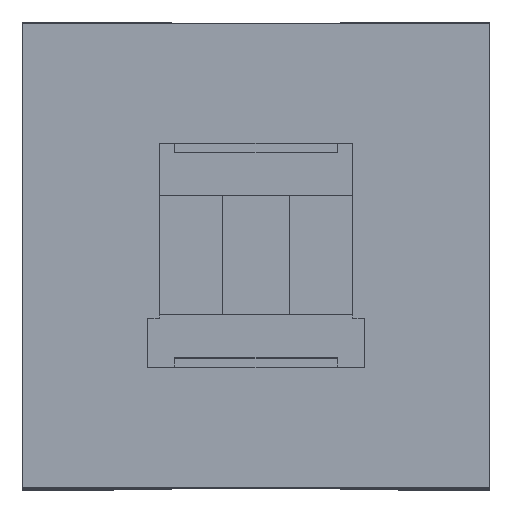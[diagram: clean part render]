
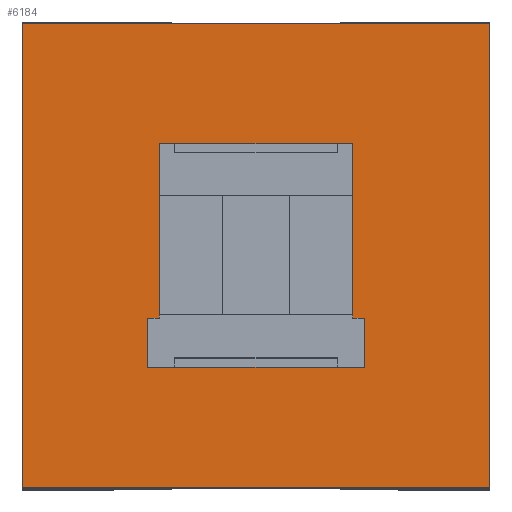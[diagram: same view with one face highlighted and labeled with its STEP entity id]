
A CAD part, top view. The second image highlights one B-rep face of the part: STEP entity #6184.
In plain terms, the highlighted planar face has unit normal (0, 0, 1).
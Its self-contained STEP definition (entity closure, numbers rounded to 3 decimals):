
#434=ORIENTED_EDGE('',*,*,#1707,.T.);
#435=ORIENTED_EDGE('',*,*,#1706,.T.);
#436=ORIENTED_EDGE('',*,*,#1708,.T.);
#437=ORIENTED_EDGE('',*,*,#1709,.T.);
#438=ORIENTED_EDGE('',*,*,#1701,.T.);
#439=ORIENTED_EDGE('',*,*,#1676,.T.);
#440=ORIENTED_EDGE('',*,*,#1710,.F.);
#441=ORIENTED_EDGE('',*,*,#1711,.F.);
#442=ORIENTED_EDGE('',*,*,#1638,.T.);
#443=ORIENTED_EDGE('',*,*,#1712,.T.);
#444=ORIENTED_EDGE('',*,*,#1713,.T.);
#445=ORIENTED_EDGE('',*,*,#1714,.T.);
#446=ORIENTED_EDGE('',*,*,#1715,.F.);
#447=ORIENTED_EDGE('',*,*,#1716,.F.);
#448=ORIENTED_EDGE('',*,*,#1717,.F.);
#449=ORIENTED_EDGE('',*,*,#1718,.F.);
#1638=EDGE_CURVE('',#2282,#2283,#2714,.T.);
#1676=EDGE_CURVE('',#2321,#2320,#2752,.T.);
#1701=EDGE_CURVE('',#2334,#2321,#2777,.T.);
#1706=EDGE_CURVE('',#2335,#2336,#2782,.T.);
#1707=EDGE_CURVE('',#2337,#2335,#2783,.T.);
#1708=EDGE_CURVE('',#2336,#2338,#2784,.T.);
#1709=EDGE_CURVE('',#2338,#2334,#2785,.T.);
#1710=EDGE_CURVE('',#2339,#2320,#2786,.T.);
#1711=EDGE_CURVE('',#2282,#2339,#2787,.T.);
#1712=EDGE_CURVE('',#2283,#2340,#2788,.T.);
#1713=EDGE_CURVE('',#2340,#2341,#2789,.T.);
#1714=EDGE_CURVE('',#2341,#2337,#2790,.T.);
#1715=EDGE_CURVE('',#2342,#2343,#2791,.T.);
#1716=EDGE_CURVE('',#2344,#2342,#2792,.T.);
#1717=EDGE_CURVE('',#2345,#2344,#2793,.T.);
#1718=EDGE_CURVE('',#2343,#2345,#2794,.T.);
#2282=VERTEX_POINT('',#7549);
#2283=VERTEX_POINT('',#7550);
#2320=VERTEX_POINT('',#7627);
#2321=VERTEX_POINT('',#7629);
#2334=VERTEX_POINT('',#7672);
#2335=VERTEX_POINT('',#7679);
#2336=VERTEX_POINT('',#7681);
#2337=VERTEX_POINT('',#7685);
#2338=VERTEX_POINT('',#7687);
#2339=VERTEX_POINT('',#7690);
#2340=VERTEX_POINT('',#7693);
#2341=VERTEX_POINT('',#7695);
#2342=VERTEX_POINT('',#7698);
#2343=VERTEX_POINT('',#7699);
#2344=VERTEX_POINT('',#7701);
#2345=VERTEX_POINT('',#7703);
#2714=LINE('',#7548,#3090);
#2752=LINE('',#7628,#3128);
#2777=LINE('',#7673,#3153);
#2782=LINE('',#7682,#3158);
#2783=LINE('',#7684,#3159);
#2784=LINE('',#7686,#3160);
#2785=LINE('',#7688,#3161);
#2786=LINE('',#7689,#3162);
#2787=LINE('',#7691,#3163);
#2788=LINE('',#7692,#3164);
#2789=LINE('',#7694,#3165);
#2790=LINE('',#7696,#3166);
#2791=LINE('',#7697,#3167);
#2792=LINE('',#7700,#3168);
#2793=LINE('',#7702,#3169);
#2794=LINE('',#7704,#3170);
#3090=VECTOR('',#6704,1000.);
#3128=VECTOR('',#6748,1000.);
#3153=VECTOR('',#6785,1000.);
#3158=VECTOR('',#6794,1000.);
#3159=VECTOR('',#6797,1000.);
#3160=VECTOR('',#6798,1000.);
#3161=VECTOR('',#6799,1000.);
#3162=VECTOR('',#6800,1000.);
#3163=VECTOR('',#6801,1000.);
#3164=VECTOR('',#6802,1000.);
#3165=VECTOR('',#6803,1000.);
#3166=VECTOR('',#6804,1000.);
#3167=VECTOR('',#6805,1000.);
#3168=VECTOR('',#6806,1000.);
#3169=VECTOR('',#6807,1000.);
#3170=VECTOR('',#6808,1000.);
#3478=EDGE_LOOP('',(#434,#435,#436,#437,#438,#439,#440,#441,#442,#443,#444,
#445));
#3479=EDGE_LOOP('',(#446,#447,#448,#449));
#3774=FACE_BOUND('',#3478,.T.);
#3775=FACE_BOUND('',#3479,.T.);
#4070=PLANE('',#6478);
#6184=ADVANCED_FACE('',(#3774,#3775),#4070,.F.);
#6478=AXIS2_PLACEMENT_3D('',#7683,#6795,#6796);
#6704=DIRECTION('',(1.,0.,0.));
#6748=DIRECTION('',(0.,1.,0.));
#6785=DIRECTION('',(-1.,0.,0.));
#6794=DIRECTION('',(0.,-1.,0.));
#6795=DIRECTION('',(0.,0.,-1.));
#6796=DIRECTION('',(-1.,0.,0.));
#6797=DIRECTION('',(1.,0.,0.));
#6798=DIRECTION('',(-1.,0.,0.));
#6799=DIRECTION('',(-1.,0.,0.));
#6800=DIRECTION('',(-1.,0.,0.));
#6801=DIRECTION('',(0.,-1.,0.));
#6802=DIRECTION('',(1.,0.,0.));
#6803=DIRECTION('',(1.,0.,0.));
#6804=DIRECTION('',(0.,-1.,0.));
#6805=DIRECTION('',(0.,1.,0.));
#6806=DIRECTION('',(-1.,0.,0.));
#6807=DIRECTION('',(0.,-1.,0.));
#6808=DIRECTION('',(1.,0.,0.));
#7548=CARTESIAN_POINT('',(-1.842,1.905,8.103));
#7549=CARTESIAN_POINT('',(-1.646,1.905,8.103));
#7550=CARTESIAN_POINT('',(-1.377,1.905,8.103));
#7627=CARTESIAN_POINT('',(-1.842,-1.074,8.103));
#7628=CARTESIAN_POINT('',(-1.842,-1.905,8.103));
#7629=CARTESIAN_POINT('',(-1.842,-1.905,8.103));
#7672=CARTESIAN_POINT('',(-1.377,-1.905,8.103));
#7673=CARTESIAN_POINT('',(1.842,-1.905,8.103));
#7679=CARTESIAN_POINT('',(1.842,-1.074,8.103));
#7681=CARTESIAN_POINT('',(1.842,-1.905,8.103));
#7682=CARTESIAN_POINT('',(1.842,1.905,8.103));
#7683=CARTESIAN_POINT('',(0.,0.,8.103));
#7684=CARTESIAN_POINT('',(1.646,-1.074,8.103));
#7685=CARTESIAN_POINT('',(1.646,-1.074,8.103));
#7686=CARTESIAN_POINT('',(1.842,-1.905,8.103));
#7687=CARTESIAN_POINT('',(1.377,-1.905,8.103));
#7688=CARTESIAN_POINT('',(0.,-1.905,8.103));
#7689=CARTESIAN_POINT('',(-1.646,-1.074,8.103));
#7690=CARTESIAN_POINT('',(-1.646,-1.074,8.103));
#7691=CARTESIAN_POINT('',(-1.646,1.905,8.103));
#7692=CARTESIAN_POINT('',(0.,1.905,8.103));
#7693=CARTESIAN_POINT('',(1.377,1.905,8.103));
#7694=CARTESIAN_POINT('',(-1.842,1.905,8.103));
#7695=CARTESIAN_POINT('',(1.646,1.905,8.103));
#7696=CARTESIAN_POINT('',(1.646,1.905,8.103));
#7697=CARTESIAN_POINT('',(-3.973,-3.975,8.103));
#7698=CARTESIAN_POINT('',(-3.973,-3.95,8.103));
#7699=CARTESIAN_POINT('',(-3.973,3.95,8.103));
#7700=CARTESIAN_POINT('',(3.975,-3.95,8.103));
#7701=CARTESIAN_POINT('',(3.973,-3.95,8.103));
#7702=CARTESIAN_POINT('',(3.973,3.95,8.103));
#7703=CARTESIAN_POINT('',(3.973,3.95,8.103));
#7704=CARTESIAN_POINT('',(-3.975,3.95,8.103));
